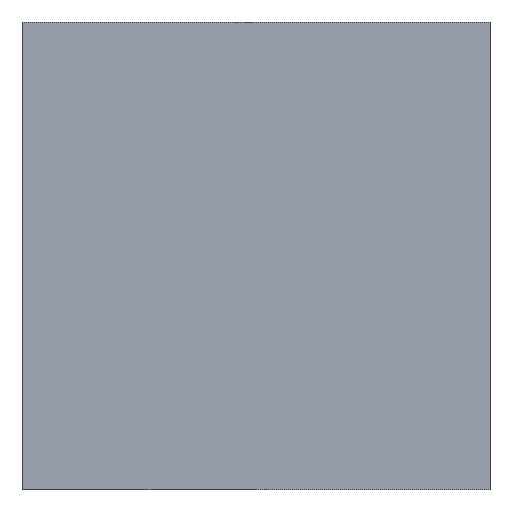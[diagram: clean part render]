
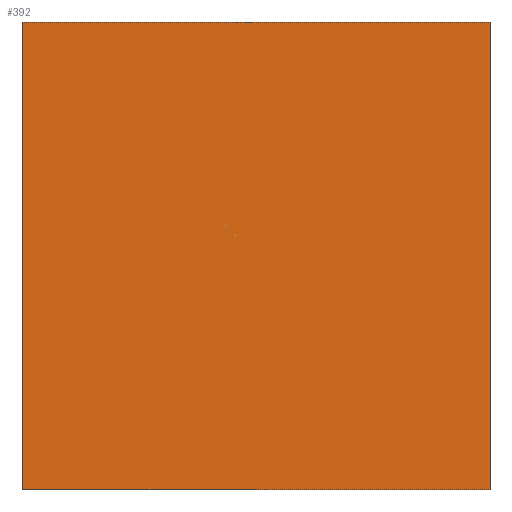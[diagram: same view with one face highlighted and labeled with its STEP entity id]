
A CAD part, left-side view. The second image highlights one B-rep face of the part: STEP entity #392.
In plain terms, the highlighted planar face has unit normal (-1, 0, 0).
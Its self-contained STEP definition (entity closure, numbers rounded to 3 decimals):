
#26=FACE_OUTER_BOUND('',#46,.T.);
#46=EDGE_LOOP('',(#297,#298,#299,#300));
#85=LINE('',#596,#139);
#88=LINE('',#602,#142);
#90=LINE('',#605,#144);
#91=LINE('',#606,#145);
#139=VECTOR('',#487,10.);
#142=VECTOR('',#492,10.);
#144=VECTOR('',#496,10.);
#145=VECTOR('',#497,10.);
#185=VERTEX_POINT('',#593);
#186=VERTEX_POINT('',#595);
#187=VERTEX_POINT('',#599);
#188=VERTEX_POINT('',#601);
#229=EDGE_CURVE('',#186,#185,#85,.T.);
#232=EDGE_CURVE('',#188,#187,#88,.T.);
#234=EDGE_CURVE('',#185,#188,#90,.T.);
#235=EDGE_CURVE('',#187,#186,#91,.T.);
#297=ORIENTED_EDGE('',*,*,#234,.T.);
#298=ORIENTED_EDGE('',*,*,#232,.T.);
#299=ORIENTED_EDGE('',*,*,#235,.T.);
#300=ORIENTED_EDGE('',*,*,#229,.T.);
#372=PLANE('',#426);
#392=ADVANCED_FACE('',(#26),#372,.T.);
#426=AXIS2_PLACEMENT_3D('',#604,#494,#495);
#487=DIRECTION('',(0.,0.,1.));
#492=DIRECTION('',(0.,0.,-1.));
#494=DIRECTION('center_axis',(-1.,0.,0.));
#495=DIRECTION('ref_axis',(0.,0.,1.));
#496=DIRECTION('',(0.,1.,0.));
#497=DIRECTION('',(0.,-1.,0.));
#593=CARTESIAN_POINT('',(-1.,-7.,0.));
#595=CARTESIAN_POINT('',(-1.,-7.,-7.));
#596=CARTESIAN_POINT('',(-1.,-7.,0.));
#599=CARTESIAN_POINT('',(-1.,0.,-7.));
#601=CARTESIAN_POINT('',(-1.,0.,0.));
#602=CARTESIAN_POINT('',(-1.,0.,-7.));
#604=CARTESIAN_POINT('Origin',(-1.,-3.5,-3.5));
#605=CARTESIAN_POINT('',(-1.,0.,0.));
#606=CARTESIAN_POINT('',(-1.,-7.,-7.));
